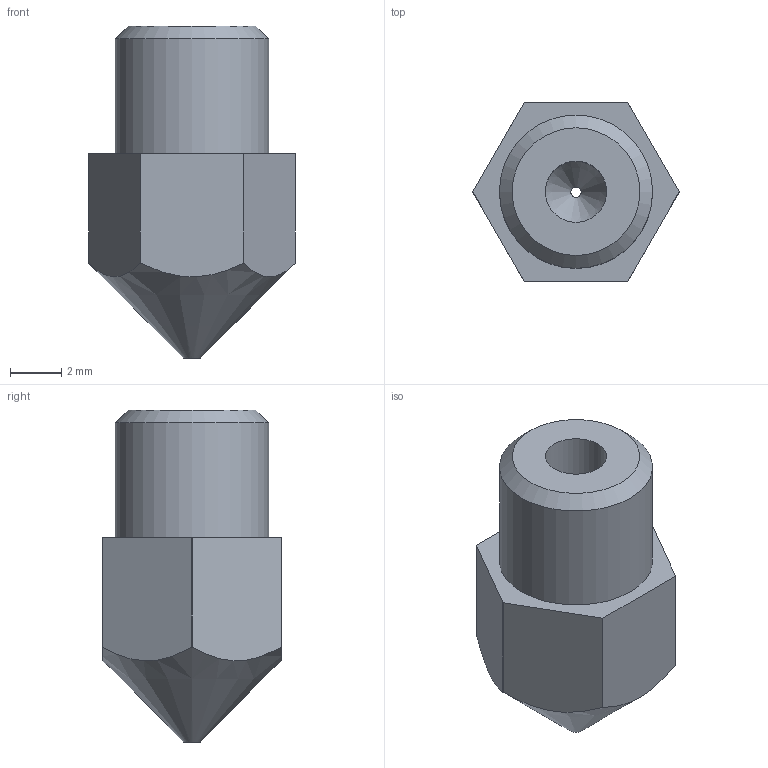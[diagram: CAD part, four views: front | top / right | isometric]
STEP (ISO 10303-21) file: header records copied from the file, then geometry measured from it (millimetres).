
FILE_DESCRIPTION(('FreeCAD Model'),'2;1');
FILE_NAME('hotend-nozzle.step','2014-12-06T09:50:29',('FreeCAD'),('FreeCAD'), 'Open CASCADE STEP processor 6.7','FreeCAD','Unknown');
FILE_SCHEMA(('AUTOMOTIVE_DESIGN_CC2 { 1 2 10303 214 -1 1 5 4 }'));
Length unit declared in the file: millimetre
Products named in the file (1): hot-end-nozzle-final
Bounding box: 8.08 x 7 x 13 mm (x, y, z)
Volume: 336.2 mm3; surface area: 389.2 mm2
Topology: 1 solids, 1 shells, 22 faces, 53 edges, 34 vertices
Faces by surface type: cylinder 10, plane 9, cone 3
Full cylindrical faces by diameter (mm): 0.4 x1, 2.4 x1, 6 x1
Entity records: 1379 total; most frequent: CARTESIAN_POINT 306, DIRECTION 197, ORIENTED_EDGE 106, PCURVE 106, DEFINITIONAL_REPRESENTATION 106, LINE 83, VECTOR 83, EDGE_CURVE 53
